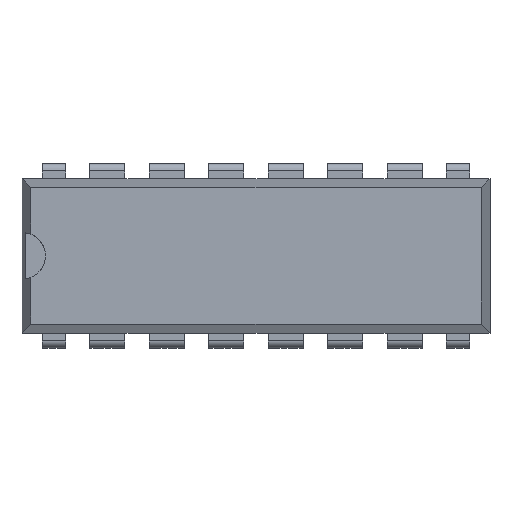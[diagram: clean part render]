
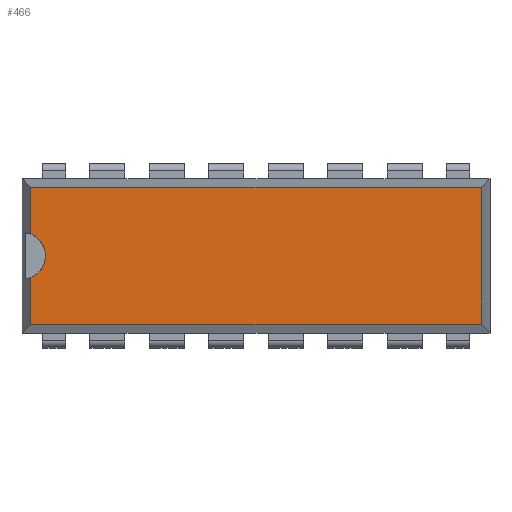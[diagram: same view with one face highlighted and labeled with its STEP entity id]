
A CAD part, top view. The second image highlights one B-rep face of the part: STEP entity #466.
In plain terms, the highlighted planar face has unit normal (0, 0, 1).
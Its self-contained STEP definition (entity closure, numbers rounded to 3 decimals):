
#350 = ORIENTED_EDGE ( 'NONE', *, *, #351, .T. ) ;
#351 = EDGE_CURVE ( 'NONE', #430, #410, #5150, .T. ) ;
#403 = ORIENTED_EDGE ( 'NONE', *, *, #404, .T. ) ;
#404 = EDGE_CURVE ( 'NONE', #414, #405, #5485, .T. ) ;
#405 = VERTEX_POINT ( 'NONE', #5477 ) ;
#409 = EDGE_CURVE ( 'NONE', #410, #576, #5537, .T. ) ;
#410 = VERTEX_POINT ( 'NONE', #5530 ) ;
#411 = ORIENTED_EDGE ( 'NONE', *, *, #575, .F. ) ;
#412 = ORIENTED_EDGE ( 'NONE', *, *, #413, .F. ) ;
#413 = EDGE_CURVE ( 'NONE', #414, #571, #5643, .T. ) ;
#414 = VERTEX_POINT ( 'NONE', #5645 ) ;
#422 = EDGE_LOOP ( 'NONE', ( #467, #411, #412, #403, #460, #463, #350 ) ) ;
#429 = EDGE_CURVE ( 'NONE', #462, #430, #5598, .T. ) ;
#430 = VERTEX_POINT ( 'NONE', #5589 ) ;
#460 = ORIENTED_EDGE ( 'NONE', *, *, #461, .T. ) ;
#461 = EDGE_CURVE ( 'NONE', #405, #462, #5811, .T. ) ;
#462 = VERTEX_POINT ( 'NONE', #5802 ) ;
#463 = ORIENTED_EDGE ( 'NONE', *, *, #429, .T. ) ;
#466 = ADVANCED_FACE ( 'NONE', ( #5794 ), #5885, .F. ) ;
#467 = ORIENTED_EDGE ( 'NONE', *, *, #409, .T. ) ;
#571 = VERTEX_POINT ( 'NONE', #6367 ) ;
#575 = EDGE_CURVE ( 'NONE', #571, #576, #6354, .T. ) ;
#576 = VERTEX_POINT ( 'NONE', #6348 ) ;
#5137 = DIRECTION ( 'NONE',  ( -1., 0., 0. ) ) ;
#5138 = VECTOR ( 'NONE', #5137, 1000. ) ;
#5139 = CARTESIAN_POINT ( 'NONE',  ( 0., 2.919, 5.08 ) ) ;
#5150 = LINE ( 'NONE', #5139, #5138 ) ;
#5477 = CARTESIAN_POINT ( 'NONE',  ( -9.619, -2.919, 5.08 ) ) ;
#5479 = DIRECTION ( 'NONE',  ( 0., -1., 0. ) ) ;
#5481 = VECTOR ( 'NONE', #5479, 1000. ) ;
#5483 = CARTESIAN_POINT ( 'NONE',  ( -9.619, 3.3, 5.08 ) ) ;
#5485 = LINE ( 'NONE', #5483, #5481 ) ;
#5530 = CARTESIAN_POINT ( 'NONE',  ( -9.619, 2.919, 5.08 ) ) ;
#5532 = DIRECTION ( 'NONE',  ( 0., -1., 0. ) ) ;
#5534 = VECTOR ( 'NONE', #5532, 1000. ) ;
#5536 = CARTESIAN_POINT ( 'NONE',  ( -9.619, 3.3, 5.08 ) ) ;
#5537 = LINE ( 'NONE', #5536, #5534 ) ;
#5589 = CARTESIAN_POINT ( 'NONE',  ( 9.619, 2.919, 5.08 ) ) ;
#5592 = DIRECTION ( 'NONE',  ( 0., 1., 0. ) ) ;
#5594 = VECTOR ( 'NONE', #5592, 1000. ) ;
#5597 = CARTESIAN_POINT ( 'NONE',  ( 9.619, 3.3, 5.08 ) ) ;
#5598 = LINE ( 'NONE', #5597, #5594 ) ;
#5637 = DIRECTION ( 'NONE',  ( 1., 0., 0. ) ) ;
#5638 = DIRECTION ( 'NONE',  ( 0., 0., 1. ) ) ;
#5639 = CARTESIAN_POINT ( 'NONE',  ( -10., 0., 5.08 ) ) ;
#5641 = AXIS2_PLACEMENT_3D ( 'NONE', #5639, #5638, #5637 ) ;
#5643 = CIRCLE ( 'NONE', #5641, 1. ) ;
#5645 = CARTESIAN_POINT ( 'NONE',  ( -9.619, -0.925, 5.08 ) ) ;
#5794 = FACE_OUTER_BOUND ( 'NONE', #422, .T. ) ;
#5802 = CARTESIAN_POINT ( 'NONE',  ( 9.619, -2.919, 5.08 ) ) ;
#5806 = DIRECTION ( 'NONE',  ( 1., 0., 0. ) ) ;
#5807 = VECTOR ( 'NONE', #5806, 1000. ) ;
#5810 = CARTESIAN_POINT ( 'NONE',  ( 0., -2.919, 5.08 ) ) ;
#5811 = LINE ( 'NONE', #5810, #5807 ) ;
#5873 = DIRECTION ( 'NONE',  ( -1., 0., 0. ) ) ;
#5875 = DIRECTION ( 'NONE',  ( 0., 0., -1. ) ) ;
#5876 = CARTESIAN_POINT ( 'NONE',  ( 0., 3.3, 5.08 ) ) ;
#5877 = AXIS2_PLACEMENT_3D ( 'NONE', #5876, #5875, #5873 ) ;
#5885 = PLANE ( 'NONE',  #5877 ) ;
#6348 = CARTESIAN_POINT ( 'NONE',  ( -9.619, 0.925, 5.08 ) ) ;
#6349 = DIRECTION ( 'NONE',  ( 1., 0., 0. ) ) ;
#6350 = DIRECTION ( 'NONE',  ( 0., 0., 1. ) ) ;
#6351 = CARTESIAN_POINT ( 'NONE',  ( -10., 0., 5.08 ) ) ;
#6353 = AXIS2_PLACEMENT_3D ( 'NONE', #6351, #6350, #6349 ) ;
#6354 = CIRCLE ( 'NONE', #6353, 1. ) ;
#6367 = CARTESIAN_POINT ( 'NONE',  ( -9., 0., 5.08 ) ) ;
